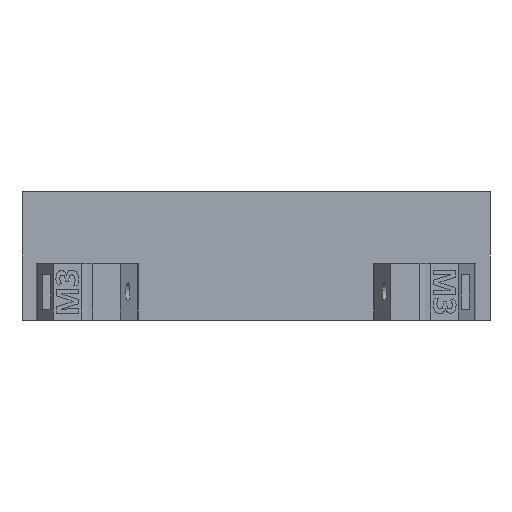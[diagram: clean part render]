
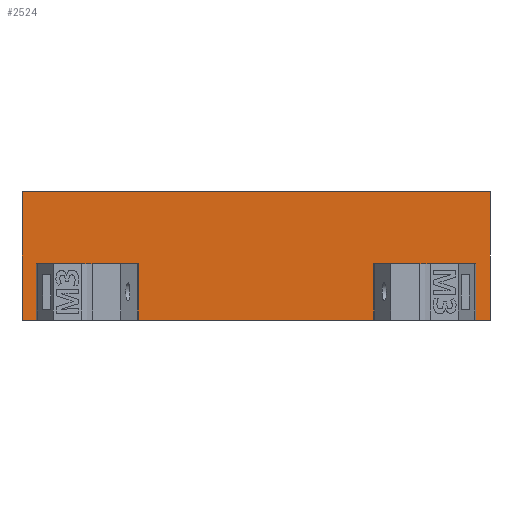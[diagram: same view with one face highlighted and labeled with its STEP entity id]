
A CAD part, front view. The second image highlights one B-rep face of the part: STEP entity #2524.
In plain terms, the highlighted face is planar.
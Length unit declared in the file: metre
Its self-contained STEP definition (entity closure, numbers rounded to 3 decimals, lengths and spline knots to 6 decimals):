
#173=PLANE('',#2714);
#290=LINE('',#3560,#546);
#293=LINE('',#3566,#549);
#295=LINE('',#3570,#551);
#297=LINE('',#3574,#553);
#546=VECTOR('',#2940,1.);
#549=VECTOR('',#2945,1.);
#551=VECTOR('',#2949,1.);
#553=VECTOR('',#2953,1.);
#878=ORIENTED_EDGE('',*,*,#1576,.T.);
#879=ORIENTED_EDGE('',*,*,#1583,.T.);
#880=ORIENTED_EDGE('',*,*,#1581,.F.);
#881=ORIENTED_EDGE('',*,*,#1579,.F.);
#1576=EDGE_CURVE('',#1938,#1939,#290,.T.);
#1579=EDGE_CURVE('',#1938,#1940,#293,.T.);
#1581=EDGE_CURVE('',#1940,#1941,#295,.T.);
#1583=EDGE_CURVE('',#1939,#1941,#297,.F.);
#1938=VERTEX_POINT('',#3561);
#1939=VERTEX_POINT('',#3562);
#1940=VERTEX_POINT('',#3567);
#1941=VERTEX_POINT('',#3571);
#2189=EDGE_LOOP('',(#878,#879,#880,#881));
#2351=FACE_BOUND('',#2189,.T.);
#2524=ADVANCED_FACE('',(#2351),#173,.F.);
#2714=AXIS2_PLACEMENT_3D('',#3573,#2951,#2952);
#2940=DIRECTION('',(0.,-1.,0.));
#2945=DIRECTION('',(-1.,0.,0.));
#2949=DIRECTION('',(0.,-1.,0.));
#2951=DIRECTION('',(0.,0.,1.));
#2952=DIRECTION('',(1.,0.,0.));
#2953=DIRECTION('',(1.,0.,0.));
#3560=CARTESIAN_POINT('',(0.0416,0.,0.));
#3561=CARTESIAN_POINT('',(0.0416,0.011213,0.));
#3562=CARTESIAN_POINT('',(0.0416,-0.011558,0.));
#3566=CARTESIAN_POINT('',(-0.0383,0.011213,0.));
#3567=CARTESIAN_POINT('',(-0.0416,0.011213,0.));
#3570=CARTESIAN_POINT('',(-0.0416,0.,0.));
#3571=CARTESIAN_POINT('',(-0.0416,-0.011558,0.));
#3573=CARTESIAN_POINT('',(0.,0.0015,0.));
#3574=CARTESIAN_POINT('',(-0.0358,-0.011558,0.));
